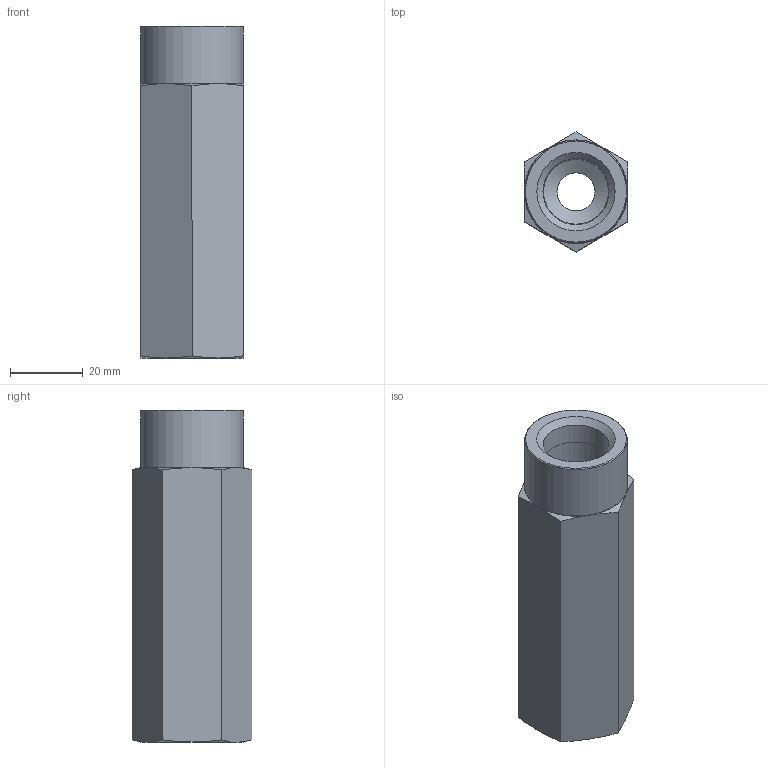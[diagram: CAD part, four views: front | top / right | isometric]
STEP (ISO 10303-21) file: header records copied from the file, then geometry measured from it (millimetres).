
FILE_DESCRIPTION((''),'2;1');
FILE_NAME('10301-104.stp','2009-08-06T13:24:59',('Carl'),(''),'Autodesk Inventor 2009','Autodesk Inventor 2009','');
FILE_SCHEMA(('AUTOMOTIVE_DESIGN { 1 0 10303 214 1 1 1 1 }'));
Length unit declared in the file: inch
Products named in the file (1): 320106
Bounding box: 28.57 x 33 x 91.44 mm (x, y, z)
Volume: 42613.1 mm3; surface area: 14724.7 mm2
Topology: 1 solids, 1 shells, 40 faces, 85 edges, 51 vertices
Faces by surface type: bspline 14, cone 13, plane 11, cylinder 2
Full cylindrical faces by diameter (mm): 18.542 x1, 28.321 x1
Entity records: 1109 total; most frequent: CARTESIAN_POINT 421, DIRECTION 126, ORIENTED_EDGE 126, EDGE_CURVE 63, EDGE_LOOP 62, AXIS2_PLACEMENT_3D 60, VERTEX_POINT 45, FACE_OUTER_BOUND 40
